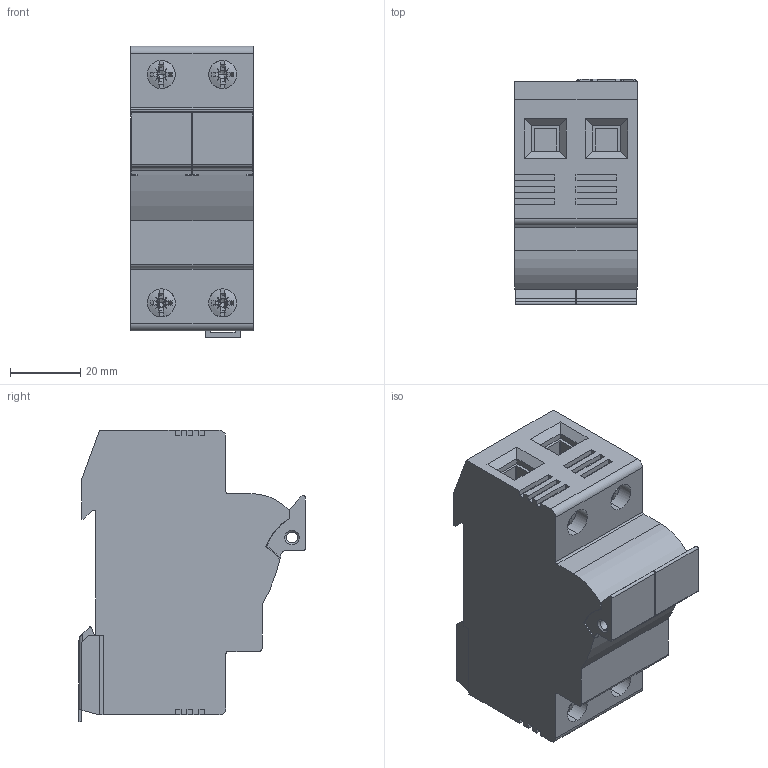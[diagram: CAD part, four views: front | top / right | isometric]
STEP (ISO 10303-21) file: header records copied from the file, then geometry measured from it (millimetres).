
FILE_DESCRIPTION((''),'2;1');
FILE_NAME('EFD10_2P_DIM','2017-06-13T',('janez.tomelj'),('Audax d.o.o.'),'CREO PARAMETRIC BY PTC INC, 2015290','CREO PARAMETRIC BY PTC INC, 2015290','');
FILE_SCHEMA(('CONFIG_CONTROL_DESIGN'));
Length unit declared in the file: millimetre
Products named in the file (1): EFD10_2P_DIM
Bounding box: 35 x 64.35 x 82.89 mm (x, y, z)
Volume: 129328.6 mm3; surface area: 23210.7 mm2
Topology: 1 solids, 1 shells, 494 faces, 1385 edges, 890 vertices
Faces by surface type: plane 369, cylinder 71, cone 32, bspline 10, sphere 8, torus 4
Entity records: 18127 total; most frequent: CARTESIAN_POINT 5603, ORIENTED_EDGE 2754, DIRECTION 2403, EDGE_CURVE 1377, VECTOR 923, LINE 923, VERTEX_POINT 890, AXIS2_PLACEMENT_3D 740
